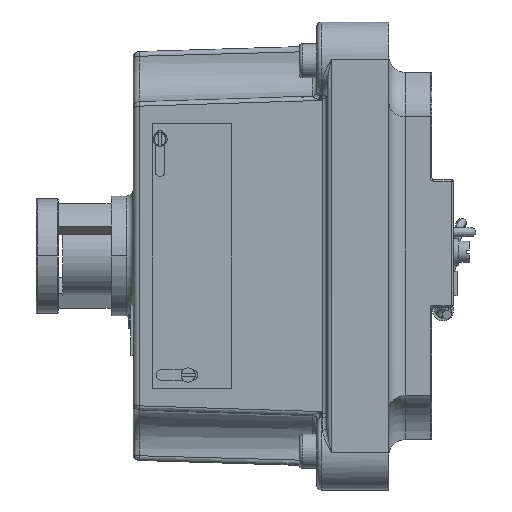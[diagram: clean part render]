
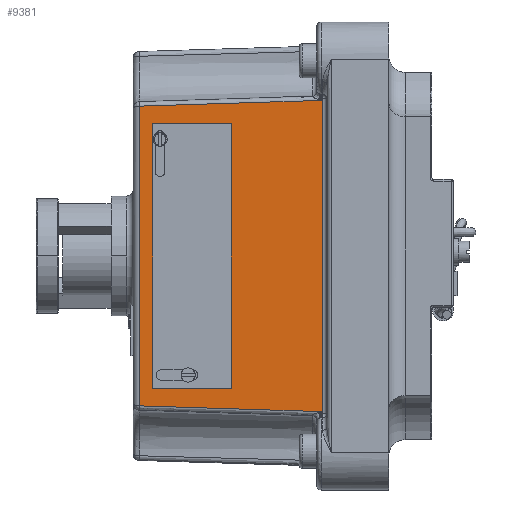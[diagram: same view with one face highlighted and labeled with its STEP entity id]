
A CAD part, left-side view. The second image highlights one B-rep face of the part: STEP entity #9381.
In plain terms, the highlighted planar face has unit normal (-1, 0.03, 0).
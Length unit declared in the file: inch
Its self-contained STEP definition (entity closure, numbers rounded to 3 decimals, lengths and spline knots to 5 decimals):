
#86 = CARTESIAN_POINT ( 'NONE',  ( -1.52296, 0.76683, -2.235 ) ) ;
#832 = LINE ( 'NONE', #23508, #29079 ) ;
#906 = CARTESIAN_POINT ( 'NONE',  ( -1.49176, 1.78801, -1.5 ) ) ;
#1010 = DIRECTION ( 'NONE',  ( -0.031, -1., 0. ) ) ;
#1256 = EDGE_CURVE ( 'NONE', #15187, #32850, #12866, .T. ) ;
#1519 = DIRECTION ( 'NONE',  ( 0., 0., -1. ) ) ;
#1546 = EDGE_CURVE ( 'NONE', #5231, #18111, #13871, .T. ) ;
#1641 = EDGE_CURVE ( 'NONE', #17396, #21540, #17603, .T. ) ;
#1658 = DIRECTION ( 'NONE',  ( 0., 0., 1. ) ) ;
#3698 = CARTESIAN_POINT ( 'NONE',  ( -1.52305, 0.76377, 1.78892 ) ) ;
#3772 = CARTESIAN_POINT ( 'NONE',  ( -1.52296, 0.76683, -1.78894 ) ) ;
#4159 = CARTESIAN_POINT ( 'NONE',  ( -1.52296, 0.76683, -1.82623 ) ) ;
#4853 = LINE ( 'NONE', #29766, #18550 ) ;
#4981 = ORIENTED_EDGE ( 'NONE', *, *, #5319, .T. ) ;
#5231 = VERTEX_POINT ( 'NONE', #3698 ) ;
#5319 = EDGE_CURVE ( 'NONE', #32842, #14381, #15039, .T. ) ;
#6403 = CARTESIAN_POINT ( 'NONE',  ( -1.48099, 2.14043, 1.72064 ) ) ;
#6429 = CARTESIAN_POINT ( 'NONE',  ( -1.50198, 1.4536, -1.74219 ) ) ;
#6497 = VERTEX_POINT ( 'NONE', #17690 ) ;
#6529 = ORIENTED_EDGE ( 'NONE', *, *, #1546, .T. ) ;
#6623 = CARTESIAN_POINT ( 'NONE',  ( -1.46001, 2.82729, -1.70024 ) ) ;
#7430 = ORIENTED_EDGE ( 'NONE', *, *, #22377, .F. ) ;
#7754 = VECTOR ( 'NONE', #1519, 39.37008 ) ;
#8319 = CARTESIAN_POINT ( 'NONE',  ( -1.52296, 0.76683, 1.78894 ) ) ;
#8337 = B_SPLINE_CURVE_WITH_KNOTS ( 'NONE', 3,
 ( #3772, #20168, #25653, #9262 ),
 .UNSPECIFIED., .F., .F.,
 ( 4, 4 ),
 ( 0., 0.00008 ),
 .UNSPECIFIED. ) ;
#8687 = CARTESIAN_POINT ( 'NONE',  ( -1.52336, 0.75357, 1.78902 ) ) ;
#9082 = CARTESIAN_POINT ( 'NONE',  ( -1.46458, 2.6776, -1.5 ) ) ;
#9158 = CARTESIAN_POINT ( 'NONE',  ( -1.46001, 2.82729, 1.70024 ) ) ;
#9262 = CARTESIAN_POINT ( 'NONE',  ( -1.52305, 0.76377, -1.78892 ) ) ;
#9381 = ADVANCED_FACE ( 'NONE', ( #33504, #26252 ), #22651, .T. ) ;
#9383 = EDGE_CURVE ( 'NONE', #14381, #6497, #8337, .T. ) ;
#9648 = DIRECTION ( 'NONE',  ( 0., 0., 1. ) ) ;
#9700 = VERTEX_POINT ( 'NONE', #18838 ) ;
#9801 = EDGE_CURVE ( 'NONE', #26306, #29591, #27250, .T. ) ;
#10321 = EDGE_LOOP ( 'NONE', ( #22533, #7430, #10867, #14369 ) ) ;
#10454 = EDGE_CURVE ( 'NONE', #33564, #5231, #18002, .T. ) ;
#10576 = ORIENTED_EDGE ( 'NONE', *, *, #24568, .T. ) ;
#10662 = CARTESIAN_POINT ( 'NONE',  ( -1.52352, 0.74847, 1.78908 ) ) ;
#10682 = CARTESIAN_POINT ( 'NONE',  ( -1.52305, 0.76377, -1.78892 ) ) ;
#10812 = CARTESIAN_POINT ( 'NONE',  ( -1.52352, 0.74847, -1.78908 ) ) ;
#10867 = ORIENTED_EDGE ( 'NONE', *, *, #9801, .F. ) ;
#10879 = CARTESIAN_POINT ( 'NONE',  ( -1.49176, 1.78801, 1.5 ) ) ;
#10896 = EDGE_LOOP ( 'NONE', ( #4981, #28746, #29517, #23881, #21643, #6529, #13169, #18611, #10576, #29143 ) ) ;
#11870 = DIRECTION ( 'NONE',  ( -0.031, -1., 0. ) ) ;
#11974 = VECTOR ( 'NONE', #19243, 39.37008 ) ;
#12031 = EDGE_CURVE ( 'NONE', #27492, #32842, #31355, .T. ) ;
#12685 = VECTOR ( 'NONE', #24531, 39.37008 ) ;
#12866 = LINE ( 'NONE', #9082, #19292 ) ;
#13169 = ORIENTED_EDGE ( 'NONE', *, *, #26342, .T. ) ;
#13290 = CARTESIAN_POINT ( 'NONE',  ( -1.46458, 2.6776, 1.5 ) ) ;
#13871 = B_SPLINE_CURVE_WITH_KNOTS ( 'NONE', 3,
 ( #24695, #19236, #16494, #8319 ),
 .UNSPECIFIED., .F., .F.,
 ( 4, 4 ),
 ( 0., 0.00008 ),
 .UNSPECIFIED. ) ;
#14202 = CARTESIAN_POINT ( 'NONE',  ( -1.52305, 0.76377, 1.78892 ) ) ;
#14369 = ORIENTED_EDGE ( 'NONE', *, *, #31535, .F. ) ;
#14381 = VERTEX_POINT ( 'NONE', #22866 ) ;
#14607 = CARTESIAN_POINT ( 'NONE',  ( -1.52296, 0.76683, 1.76543 ) ) ;
#14645 = VECTOR ( 'NONE', #34885, 39.37008 ) ;
#14694 = CARTESIAN_POINT ( 'NONE',  ( -1.52296, 0.76683, -1.76543 ) ) ;
#15039 = LINE ( 'NONE', #4159, #7754 ) ;
#15162 = AXIS2_PLACEMENT_3D ( 'NONE', #33761, #17403, #1010 ) ;
#15187 = VERTEX_POINT ( 'NONE', #15971 ) ;
#15971 = CARTESIAN_POINT ( 'NONE',  ( -1.46458, 2.6776, -1.5 ) ) ;
#16266 = LINE ( 'NONE', #23132, #29082 ) ;
#16494 = CARTESIAN_POINT ( 'NONE',  ( -1.52299, 0.76581, 1.78892 ) ) ;
#17396 = VERTEX_POINT ( 'NONE', #14607 ) ;
#17403 = DIRECTION ( 'NONE',  ( -1., 0.031, 0. ) ) ;
#17603 = B_SPLINE_CURVE_WITH_KNOTS ( 'NONE', 3,
 ( #30816, #25558, #6403, #9158 ),
 .UNSPECIFIED., .F., .F.,
 ( 4, 4 ),
 ( -0.00123, 0.05115 ),
 .UNSPECIFIED. ) ;
#17690 = CARTESIAN_POINT ( 'NONE',  ( -1.52305, 0.76377, -1.78892 ) ) ;
#18002 =( BOUNDED_CURVE ( )  B_SPLINE_CURVE ( 3, ( #19603, #8687, #30587, #14202 ),
 .UNSPECIFIED., .F., .F. ) 
 B_SPLINE_CURVE_WITH_KNOTS ( ( 4, 4 ),
 ( 1.24934, 1.25039 ),
 .UNSPECIFIED. ) 
 CURVE ( )  GEOMETRIC_REPRESENTATION_ITEM ( )  RATIONAL_B_SPLINE_CURVE ( ( 1., 1., 1., 1. ) ) 
 REPRESENTATION_ITEM ( '' )  );
#18111 = VERTEX_POINT ( 'NONE', #29483 ) ;
#18550 = VECTOR ( 'NONE', #27153, 39.37008 ) ;
#18551 = CARTESIAN_POINT ( 'NONE',  ( -1.46001, 2.82729, -1.74889 ) ) ;
#18611 = ORIENTED_EDGE ( 'NONE', *, *, #1641, .T. ) ;
#18838 = CARTESIAN_POINT ( 'NONE',  ( -1.52352, 0.74847, -1.78908 ) ) ;
#19236 = CARTESIAN_POINT ( 'NONE',  ( -1.52302, 0.76479, 1.78891 ) ) ;
#19243 = DIRECTION ( 'NONE',  ( 0., 0., -1. ) ) ;
#19292 = VECTOR ( 'NONE', #11870, 39.37008 ) ;
#19378 = EDGE_CURVE ( 'NONE', #9700, #33564, #16266, .T. ) ;
#19603 = CARTESIAN_POINT ( 'NONE',  ( -1.52352, 0.74847, 1.78908 ) ) ;
#20168 = CARTESIAN_POINT ( 'NONE',  ( -1.52299, 0.76581, -1.78892 ) ) ;
#21540 = VERTEX_POINT ( 'NONE', #27028 ) ;
#21643 = ORIENTED_EDGE ( 'NONE', *, *, #10454, .T. ) ;
#22377 = EDGE_CURVE ( 'NONE', #29591, #15187, #4853, .T. ) ;
#22533 = ORIENTED_EDGE ( 'NONE', *, *, #1256, .F. ) ;
#22651 = PLANE ( 'NONE',  #15162 ) ;
#22767 = LINE ( 'NONE', #18551, #14645 ) ;
#22866 = CARTESIAN_POINT ( 'NONE',  ( -1.52296, 0.76683, -1.78894 ) ) ;
#23132 = CARTESIAN_POINT ( 'NONE',  ( -1.52352, 0.74847, 1.82708 ) ) ;
#23508 = CARTESIAN_POINT ( 'NONE',  ( -1.49176, 1.78801, -1.5 ) ) ;
#23881 = ORIENTED_EDGE ( 'NONE', *, *, #19378, .T. ) ;
#24518 =( BOUNDED_CURVE ( )  B_SPLINE_CURVE ( 3, ( #10682, #29585, #27204, #10812 ),
 .UNSPECIFIED., .F., .F. ) 
 B_SPLINE_CURVE_WITH_KNOTS ( ( 4, 4 ),
 ( 5.0328, 5.03384 ),
 .UNSPECIFIED. ) 
 CURVE ( )  GEOMETRIC_REPRESENTATION_ITEM ( )  RATIONAL_B_SPLINE_CURVE ( ( 1., 1., 1., 1. ) ) 
 REPRESENTATION_ITEM ( '' )  );
#24531 = DIRECTION ( 'NONE',  ( 0.031, 1., 0. ) ) ;
#24568 = EDGE_CURVE ( 'NONE', #21540, #27492, #22767, .T. ) ;
#24695 = CARTESIAN_POINT ( 'NONE',  ( -1.52305, 0.76377, 1.78892 ) ) ;
#25558 = CARTESIAN_POINT ( 'NONE',  ( -1.50198, 1.4536, 1.74219 ) ) ;
#25653 = CARTESIAN_POINT ( 'NONE',  ( -1.52302, 0.76479, -1.78891 ) ) ;
#26252 = FACE_BOUND ( 'NONE', #10321, .T. ) ;
#26306 = VERTEX_POINT ( 'NONE', #10879 ) ;
#26342 = EDGE_CURVE ( 'NONE', #18111, #17396, #26499, .T. ) ;
#26499 = LINE ( 'NONE', #86, #11974 ) ;
#27028 = CARTESIAN_POINT ( 'NONE',  ( -1.46001, 2.82729, 1.70024 ) ) ;
#27153 = DIRECTION ( 'NONE',  ( 0., 0., -1. ) ) ;
#27204 = CARTESIAN_POINT ( 'NONE',  ( -1.52336, 0.75357, -1.78902 ) ) ;
#27250 = LINE ( 'NONE', #30163, #12685 ) ;
#27492 = VERTEX_POINT ( 'NONE', #6623 ) ;
#27781 = EDGE_CURVE ( 'NONE', #6497, #9700, #24518, .T. ) ;
#28212 = CARTESIAN_POINT ( 'NONE',  ( -1.48099, 2.14043, -1.72064 ) ) ;
#28746 = ORIENTED_EDGE ( 'NONE', *, *, #9383, .T. ) ;
#29079 = VECTOR ( 'NONE', #1658, 39.37008 ) ;
#29082 = VECTOR ( 'NONE', #9648, 39.37008 ) ;
#29143 = ORIENTED_EDGE ( 'NONE', *, *, #12031, .T. ) ;
#29483 = CARTESIAN_POINT ( 'NONE',  ( -1.52296, 0.76683, 1.78894 ) ) ;
#29517 = ORIENTED_EDGE ( 'NONE', *, *, #27781, .T. ) ;
#29585 = CARTESIAN_POINT ( 'NONE',  ( -1.52321, 0.75867, -1.78897 ) ) ;
#29591 = VERTEX_POINT ( 'NONE', #13290 ) ;
#29766 = CARTESIAN_POINT ( 'NONE',  ( -1.46458, 2.6776, -1.5 ) ) ;
#30163 = CARTESIAN_POINT ( 'NONE',  ( -1.46458, 2.6776, 1.5 ) ) ;
#30587 = CARTESIAN_POINT ( 'NONE',  ( -1.52321, 0.75867, 1.78897 ) ) ;
#30816 = CARTESIAN_POINT ( 'NONE',  ( -1.52296, 0.76683, 1.76543 ) ) ;
#30940 = CARTESIAN_POINT ( 'NONE',  ( -1.52296, 0.76683, -1.76543 ) ) ;
#31080 = CARTESIAN_POINT ( 'NONE',  ( -1.46001, 2.82729, -1.70024 ) ) ;
#31355 = B_SPLINE_CURVE_WITH_KNOTS ( 'NONE', 3,
 ( #31080, #28212, #6429, #14694 ),
 .UNSPECIFIED., .F., .F.,
 ( 4, 4 ),
 ( 0., 0.05239 ),
 .UNSPECIFIED. ) ;
#31535 = EDGE_CURVE ( 'NONE', #32850, #26306, #832, .T. ) ;
#32842 = VERTEX_POINT ( 'NONE', #30940 ) ;
#32850 = VERTEX_POINT ( 'NONE', #906 ) ;
#33504 = FACE_OUTER_BOUND ( 'NONE', #10896, .T. ) ;
#33564 = VERTEX_POINT ( 'NONE', #10662 ) ;
#33761 = CARTESIAN_POINT ( 'NONE',  ( -1.525, 0.7, -2.235 ) ) ;
#34885 = DIRECTION ( 'NONE',  ( 0., 0., -1. ) ) ;
